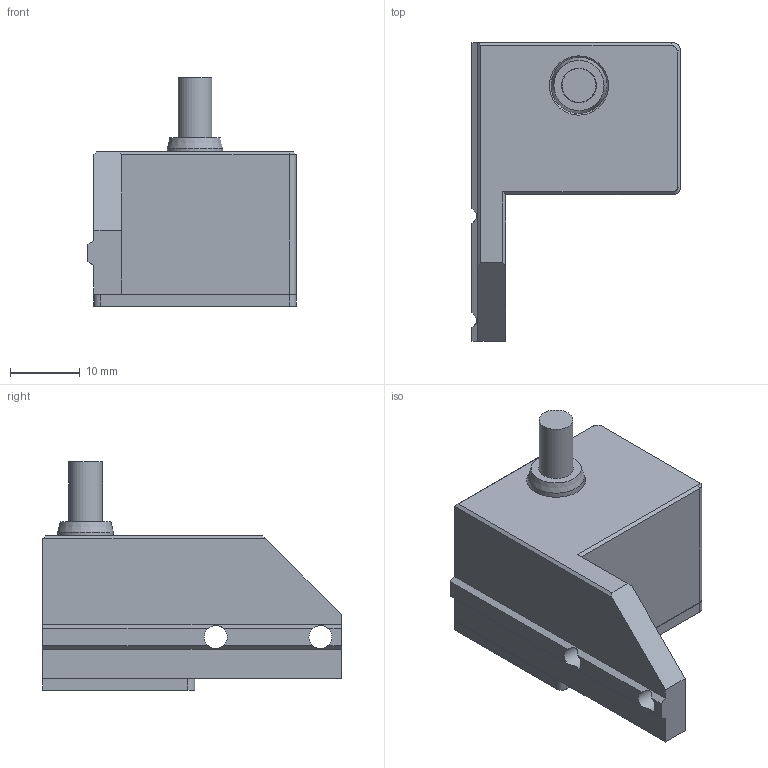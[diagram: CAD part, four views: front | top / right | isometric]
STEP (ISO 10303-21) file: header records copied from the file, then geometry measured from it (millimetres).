
FILE_DESCRIPTION(('HOOPS Exchange Step'),'2;1');
FILE_NAME('temp_export','2023-04-02T12:26:22-04:00',('CC2451'),('Shapr3D Limited'),'HOOPS Exchange 2021.2','Shapr3D','Authorized');
FILE_SCHEMA( ('AP203_CONFIGURATION_CONTROLLED_3D_DESIGN_OF_MECHANICAL_PARTS_AND_ASSEMBLIES_MIM_LF') );
Length unit declared in the file: millimetre
Products named in the file (7): nozzle endswitch_body^z_nozzle_endstop_endstop_short_pcb:1 (1); brass bushing 5mm ID x 8mm OD x 14.71 mm; steel pin 4.95mm OD x 26.6 mm; nozzle_endswitch_body_cover^z_nozzle_endstop_endstop_short_pcb:1 (1); z_nozzle_endstop_endstop_short_pcb_copy v2:1 (1); Tri_Zero_Rear_Gantry_Attachment_Single_Side v10:1 (1); 47920AE1-B4A1-4D01-B391-2B791ABEE643.tmp
Assembly tree (6 placements, depth 4):
  47920AE1-B4A1-4D01-B391-2B791ABEE643.tmp
    Tri_Zero_Rear_Gantry_Attachment_Single_Side v10:1 (1)
      z_nozzle_endstop_endstop_short_pcb_copy v2:1 (1)
        nozzle endswitch_body^z_nozzle_endstop_endstop_short_pcb:1 (1)
        brass bushing 5mm ID x 8mm OD x 14.71 mm
        steel pin 4.95mm OD x 26.6 mm
        nozzle_endswitch_body_cover^z_nozzle_endstop_endstop_short_pcb:1 (1)
Bounding box: 29.85 x 42.8 x 32.7 mm (x, y, z)
Volume: 13626 mm3; surface area: 8021 mm2
Topology: 4 solids, 6 shells, 146 faces, 376 edges, 253 vertices
Faces by surface type: plane 89, cylinder 47, torus 6, cone 3, bspline 1
Full cylindrical faces by diameter (mm): 1.7 x8, 2 x1, 3.3 x2, 3.7 x4, 4.85 x1, 5 x1, 6 x1, 8 x1, 8.5 x1
Entity records: 4860 total; most frequent: CARTESIAN_POINT 1060, DIRECTION 774, ORIENTED_EDGE 752, EDGE_CURVE 376, AXIS2_PLACEMENT_3D 276, VERTEX_POINT 253, VECTOR 222, LINE 222
